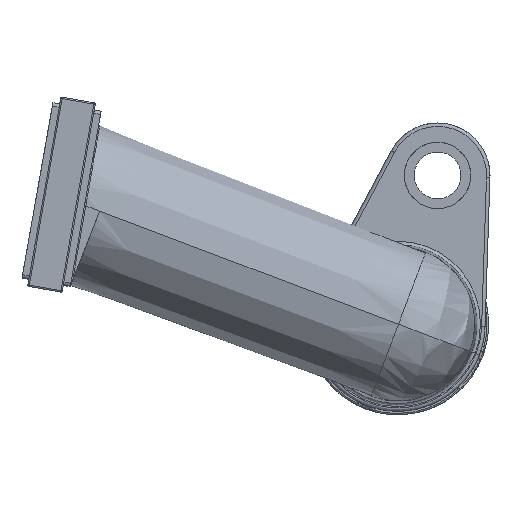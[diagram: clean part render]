
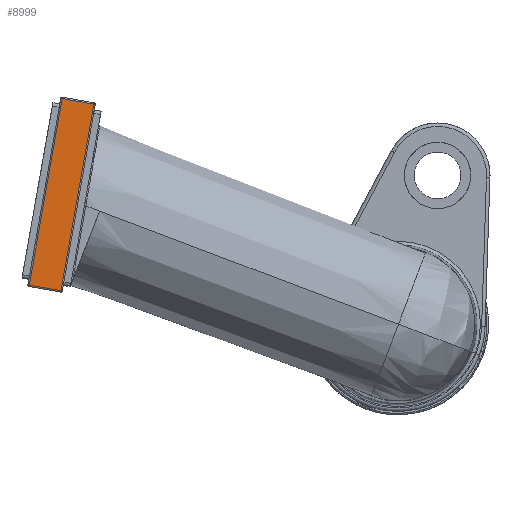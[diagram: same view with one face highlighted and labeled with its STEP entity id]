
A CAD part, left-side view. The second image highlights one B-rep face of the part: STEP entity #8999.
In plain terms, the highlighted planar face has unit normal (-1, 0, 0).
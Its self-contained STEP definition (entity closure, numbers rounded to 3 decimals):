
#154 = LINE ( 'NONE', #13922, #3627 ) ;
#375 = CARTESIAN_POINT ( 'NONE',  ( -0.25, 66.113, -85.37 ) ) ;
#1208 = CARTESIAN_POINT ( 'NONE',  ( -0.25, 71.051, -112.221 ) ) ;
#2067 = FACE_OUTER_BOUND ( 'NONE', #7487, .T. ) ;
#2071 = CARTESIAN_POINT ( 'NONE',  ( -0.25, 61.583, -86.169 ) ) ;
#2359 = DIRECTION ( 'NONE',  ( 0., -0.174, 0.985 ) ) ;
#2398 = VERTEX_POINT ( 'NONE', #8618 ) ;
#2763 = DIRECTION ( 'NONE',  ( 0., -0.174, 0.985 ) ) ;
#3627 = VECTOR ( 'NONE', #2763, 1000. ) ;
#4270 = EDGE_CURVE ( 'NONE', #6225, #8735, #154, .T. ) ;
#4707 = ORIENTED_EDGE ( 'NONE', *, *, #4270, .F. ) ;
#4996 = VECTOR ( 'NONE', #13212, 1000. ) ;
#5540 = VECTOR ( 'NONE', #8983, 1000. ) ;
#5568 = VERTEX_POINT ( 'NONE', #10621 ) ;
#5712 = LINE ( 'NONE', #375, #4996 ) ;
#5738 = ORIENTED_EDGE ( 'NONE', *, *, #6855, .F. ) ;
#6225 = VERTEX_POINT ( 'NONE', #13340 ) ;
#6855 = EDGE_CURVE ( 'NONE', #5568, #2398, #12317, .T. ) ;
#7228 = DIRECTION ( 'NONE',  ( 0., -0.985, -0.174 ) ) ;
#7487 = EDGE_LOOP ( 'NONE', ( #14034, #4707, #14489, #5738 ) ) ;
#8618 = CARTESIAN_POINT ( 'NONE',  ( -0.25, 66.289, -112.857 ) ) ;
#8735 = VERTEX_POINT ( 'NONE', #11113 ) ;
#8983 = DIRECTION ( 'NONE',  ( 0., 0.174, -0.985 ) ) ;
#8999 = ADVANCED_FACE ( 'NONE', ( #2067 ), #9214, .T. ) ;
#9214 = PLANE ( 'NONE',  #14476 ) ;
#9255 = DIRECTION ( 'NONE',  ( -1., 0., 0. ) ) ;
#9423 = EDGE_CURVE ( 'NONE', #6225, #2398, #10688, .T. ) ;
#9433 = CARTESIAN_POINT ( 'NONE',  ( -0.25, 70.819, -112.058 ) ) ;
#10621 = CARTESIAN_POINT ( 'NONE',  ( -0.25, 61.583, -86.169 ) ) ;
#10688 = LINE ( 'NONE', #9433, #13350 ) ;
#11113 = CARTESIAN_POINT ( 'NONE',  ( -0.25, 66.113, -85.37 ) ) ;
#12317 = LINE ( 'NONE', #2071, #5540 ) ;
#13212 = DIRECTION ( 'NONE',  ( 0., -0.985, -0.174 ) ) ;
#13340 = CARTESIAN_POINT ( 'NONE',  ( -0.25, 70.819, -112.058 ) ) ;
#13350 = VECTOR ( 'NONE', #7228, 1000. ) ;
#13922 = CARTESIAN_POINT ( 'NONE',  ( -0.25, 70.819, -112.058 ) ) ;
#14034 = ORIENTED_EDGE ( 'NONE', *, *, #14642, .F. ) ;
#14476 = AXIS2_PLACEMENT_3D ( 'NONE', #1208, #9255, #2359 ) ;
#14489 = ORIENTED_EDGE ( 'NONE', *, *, #9423, .T. ) ;
#14642 = EDGE_CURVE ( 'NONE', #8735, #5568, #5712, .T. ) ;
